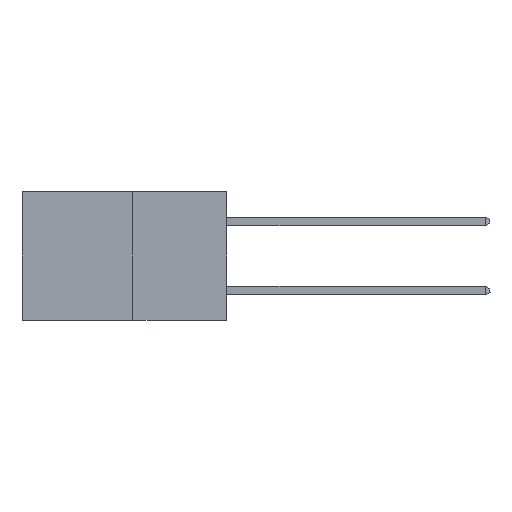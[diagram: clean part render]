
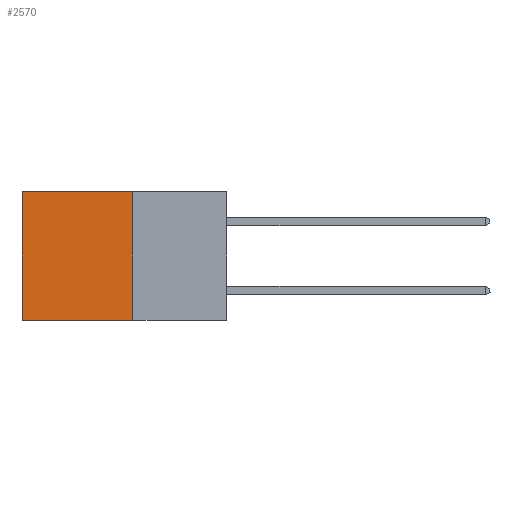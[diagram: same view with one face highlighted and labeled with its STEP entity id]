
A CAD part, left-side view. The second image highlights one B-rep face of the part: STEP entity #2570.
In plain terms, the highlighted planar face has unit normal (-1, 0, 0).
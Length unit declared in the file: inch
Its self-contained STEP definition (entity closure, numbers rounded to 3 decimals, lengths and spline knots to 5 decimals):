
#42 = ORIENTED_EDGE ( 'NONE', *, *, #6651, .F. ) ;
#659 = DIRECTION ( 'NONE',  ( 0., 1., 0. ) ) ;
#726 = CARTESIAN_POINT ( 'NONE',  ( 0.277, 0.27, -0.37 ) ) ;
#851 = VECTOR ( 'NONE', #659, 39.37008 ) ;
#942 = ORIENTED_EDGE ( 'NONE', *, *, #3461, .T. ) ;
#1509 = FACE_OUTER_BOUND ( 'NONE', #7706, .T. ) ;
#2192 = ORIENTED_EDGE ( 'NONE', *, *, #2848, .T. ) ;
#2261 = CARTESIAN_POINT ( 'NONE',  ( 0.277, 0.27, -0.37 ) ) ;
#2492 = ORIENTED_EDGE ( 'NONE', *, *, #5997, .F. ) ;
#2570 = ADVANCED_FACE ( 'NONE', ( #1509 ), #10587, .F. ) ;
#2848 = EDGE_CURVE ( 'NONE', #7665, #3319, #5873, .T. ) ;
#3198 = VECTOR ( 'NONE', #9421, 39.37008 ) ;
#3221 = DIRECTION ( 'NONE',  ( 0., 1., 0. ) ) ;
#3319 = VERTEX_POINT ( 'NONE', #10525 ) ;
#3331 = VERTEX_POINT ( 'NONE', #10553 ) ;
#3461 = EDGE_CURVE ( 'NONE', #3319, #3331, #9650, .T. ) ;
#3749 = LINE ( 'NONE', #2261, #8070 ) ;
#4313 = VECTOR ( 'NONE', #4638, 39.37008 ) ;
#4638 = DIRECTION ( 'NONE',  ( 0., 0., -1. ) ) ;
#5873 = LINE ( 'NONE', #6502, #851 ) ;
#5997 = EDGE_CURVE ( 'NONE', #7140, #3331, #3749, .T. ) ;
#6502 = CARTESIAN_POINT ( 'NONE',  ( 0.277, 0.27, 0. ) ) ;
#6607 = LINE ( 'NONE', #726, #4313 ) ;
#6651 = EDGE_CURVE ( 'NONE', #7665, #7140, #6607, .T. ) ;
#6779 = CARTESIAN_POINT ( 'NONE',  ( 0.277, 0.27, -0.37 ) ) ;
#7065 = AXIS2_PLACEMENT_3D ( 'NONE', #6779, #10472, #7607 ) ;
#7140 = VERTEX_POINT ( 'NONE', #10009 ) ;
#7607 = DIRECTION ( 'NONE',  ( 0., 0., -1. ) ) ;
#7665 = VERTEX_POINT ( 'NONE', #10080 ) ;
#7706 = EDGE_LOOP ( 'NONE', ( #942, #2492, #42, #2192 ) ) ;
#8070 = VECTOR ( 'NONE', #3221, 39.37008 ) ;
#8763 = CARTESIAN_POINT ( 'NONE',  ( 0.277, 0.59, -0.37 ) ) ;
#9421 = DIRECTION ( 'NONE',  ( 0., 0., -1. ) ) ;
#9650 = LINE ( 'NONE', #8763, #3198 ) ;
#10009 = CARTESIAN_POINT ( 'NONE',  ( 0.277, 0.27, -0.37 ) ) ;
#10080 = CARTESIAN_POINT ( 'NONE',  ( 0.277, 0.27, 0. ) ) ;
#10472 = DIRECTION ( 'NONE',  ( 1., 0., 0. ) ) ;
#10525 = CARTESIAN_POINT ( 'NONE',  ( 0.277, 0.59, 0. ) ) ;
#10553 = CARTESIAN_POINT ( 'NONE',  ( 0.277, 0.59, -0.37 ) ) ;
#10587 = PLANE ( 'NONE',  #7065 ) ;
